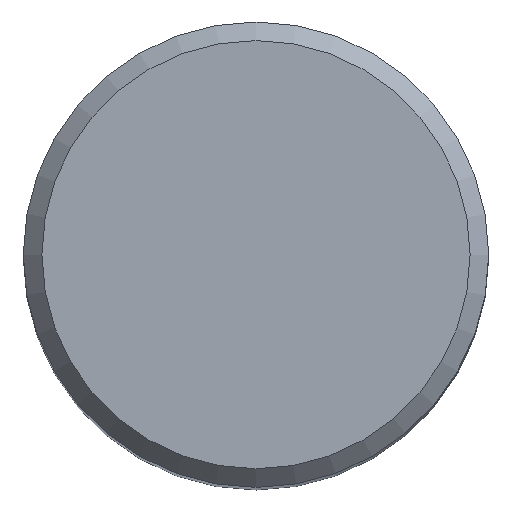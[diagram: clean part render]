
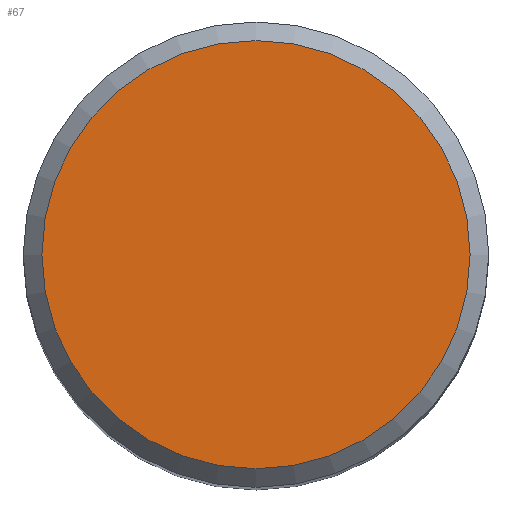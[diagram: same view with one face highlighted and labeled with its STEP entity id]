
A CAD part, top view. The second image highlights one B-rep face of the part: STEP entity #67.
In plain terms, the highlighted planar face has unit normal (0, 0, 1).
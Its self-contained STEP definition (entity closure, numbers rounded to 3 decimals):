
#58=PLANE('',#207);
#62=FACE_OUTER_BOUND('',#96,.T.);
#67=ADVANCED_FACE('NONE',(#62),#58,.T.);
#96=EDGE_LOOP('',(#114));
#114=ORIENTED_EDGE('',*,*,#141,.F.);
#132=VERTEX_POINT('',#307);
#141=EDGE_CURVE('NONE',#132,#132,#150,.T.);
#150=CIRCLE('',#206,4.6);
#206=AXIS2_PLACEMENT_3D('',#306,#235,#236);
#207=AXIS2_PLACEMENT_3D('',#308,#237,#238);
#235=DIRECTION('',(0.,0.,-1.));
#236=DIRECTION('',(-1.,0.,0.));
#237=DIRECTION('',(0.,0.,1.));
#238=DIRECTION('',(1.,0.,0.));
#306=CARTESIAN_POINT('',(0.,0.,0.));
#307=CARTESIAN_POINT('',(-4.6,0.,0.));
#308=CARTESIAN_POINT('',(0.,0.,0.));
